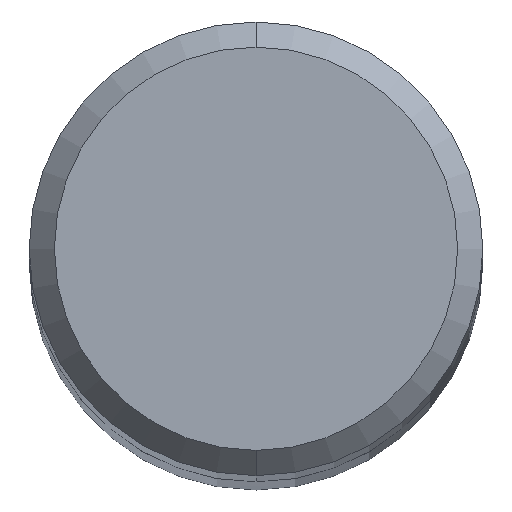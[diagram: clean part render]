
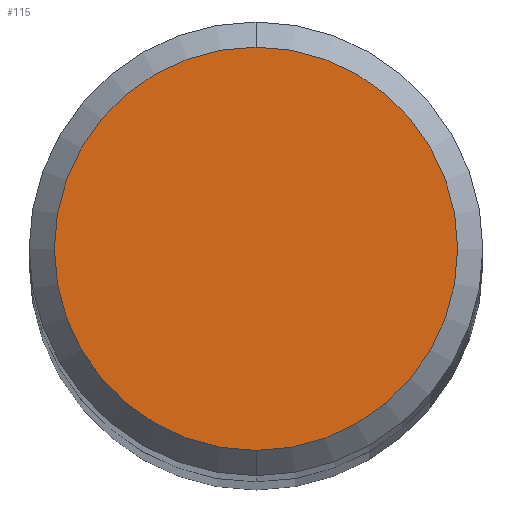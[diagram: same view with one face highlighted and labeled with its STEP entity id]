
A CAD part, top view. The second image highlights one B-rep face of the part: STEP entity #115.
In plain terms, the highlighted planar face has unit normal (0, 0, 1).
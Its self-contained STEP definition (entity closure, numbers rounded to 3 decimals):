
#101=EDGE_CURVE('',#129,#139,#223,.T.);
#115=ADVANCED_FACE('',(#241),#242,.T.);
#129=VERTEX_POINT('',#257);
#135=EDGE_CURVE('',#139,#129,#264,.T.);
#139=VERTEX_POINT('',#268);
#223=CIRCLE('',#353,4.0);
#241=FACE_OUTER_BOUND('',#375,.T.);
#242=PLANE('',#376);
#257=CARTESIAN_POINT('',(0.0,4.0,0.0));
#264=CIRCLE('',#404,4.0);
#268=CARTESIAN_POINT('',(0.,-4.0,0.0));
#353=AXIS2_PLACEMENT_3D('',#494,#495,#496);
#375=EDGE_LOOP('',(#530,#531));
#376=AXIS2_PLACEMENT_3D('',#532,#533,#534);
#404=AXIS2_PLACEMENT_3D('',#556,#557,#558);
#494=CARTESIAN_POINT('',(0.0,0.0,0.0));
#495=DIRECTION('',(0.0,0.0,-1.0));
#496=DIRECTION('',(0.0,1.0,0.0));
#530=ORIENTED_EDGE('',*,*,#101,.F.);
#531=ORIENTED_EDGE('',*,*,#135,.F.);
#532=CARTESIAN_POINT('',(0.0,2.0,0.0));
#533=DIRECTION('',(-0.0,0.0,1.0));
#534=DIRECTION('',(0.0,-1.0,0.0));
#556=CARTESIAN_POINT('',(0.0,0.0,0.0));
#557=DIRECTION('',(0.0,0.0,-1.0));
#558=DIRECTION('',(0.0,1.0,0.0));
